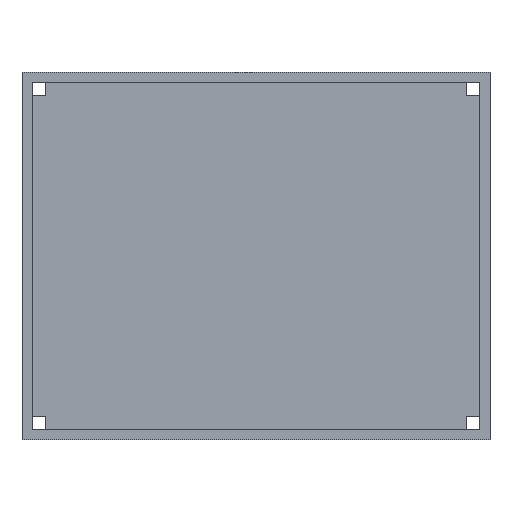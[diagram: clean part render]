
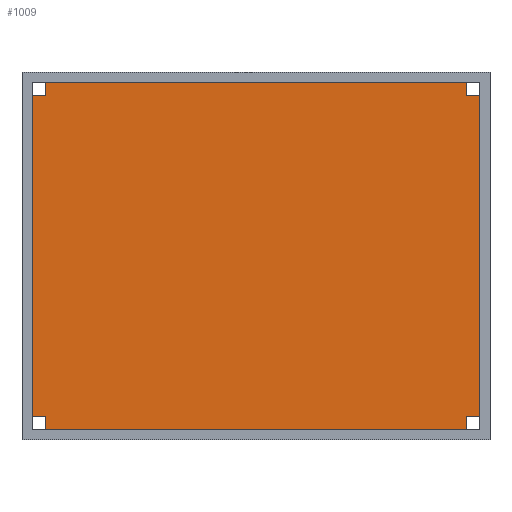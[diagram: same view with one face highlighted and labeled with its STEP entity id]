
A CAD part, top view. The second image highlights one B-rep face of the part: STEP entity #1009.
In plain terms, the highlighted planar face has unit normal (0, 0, 1).
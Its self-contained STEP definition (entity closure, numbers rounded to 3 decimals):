
#672 = VERTEX_POINT('',#673);
#673 = CARTESIAN_POINT('',(31.5,1.5,1.5));
#679 = EDGE_CURVE('',#680,#672,#682,.T.);
#680 = VERTEX_POINT('',#681);
#681 = CARTESIAN_POINT('',(-31.5,1.5,1.5));
#682 = LINE('',#683,#684);
#683 = CARTESIAN_POINT('',(-17.5,1.5,1.5));
#684 = VECTOR('',#685,1.);
#685 = DIRECTION('',(1.,0.,0.));
#735 = VERTEX_POINT('',#736);
#736 = CARTESIAN_POINT('',(-33.5,3.5,1.5));
#742 = EDGE_CURVE('',#743,#735,#745,.T.);
#743 = VERTEX_POINT('',#744);
#744 = CARTESIAN_POINT('',(-33.5,51.5,1.5));
#745 = LINE('',#746,#747);
#746 = CARTESIAN_POINT('',(-33.5,41.25,1.5));
#747 = VECTOR('',#748,1.);
#748 = DIRECTION('',(0.,-1.,0.));
#775 = EDGE_CURVE('',#680,#776,#778,.T.);
#776 = VERTEX_POINT('',#777);
#777 = CARTESIAN_POINT('',(-31.5,3.5,1.5));
#778 = LINE('',#779,#780);
#779 = CARTESIAN_POINT('',(-31.5,1.5,1.5));
#780 = VECTOR('',#781,1.);
#781 = DIRECTION('',(0.,1.,0.));
#799 = EDGE_CURVE('',#776,#735,#800,.T.);
#800 = LINE('',#801,#802);
#801 = CARTESIAN_POINT('',(-31.5,3.5,1.5));
#802 = VECTOR('',#803,1.);
#803 = DIRECTION('',(-1.,0.,0.));
#816 = VERTEX_POINT('',#817);
#817 = CARTESIAN_POINT('',(33.5,3.5,1.5));
#823 = EDGE_CURVE('',#816,#824,#826,.T.);
#824 = VERTEX_POINT('',#825);
#825 = CARTESIAN_POINT('',(31.5,3.5,1.5));
#826 = LINE('',#827,#828);
#827 = CARTESIAN_POINT('',(33.5,3.5,1.5));
#828 = VECTOR('',#829,1.);
#829 = DIRECTION('',(-1.,0.,0.));
#856 = VERTEX_POINT('',#857);
#857 = CARTESIAN_POINT('',(33.5,51.5,1.5));
#863 = EDGE_CURVE('',#816,#856,#864,.T.);
#864 = LINE('',#865,#866);
#865 = CARTESIAN_POINT('',(33.5,13.75,1.5));
#866 = VECTOR('',#867,1.);
#867 = DIRECTION('',(0.,1.,0.));
#880 = EDGE_CURVE('',#824,#672,#881,.T.);
#881 = LINE('',#882,#883);
#882 = CARTESIAN_POINT('',(31.5,3.5,1.5));
#883 = VECTOR('',#884,1.);
#884 = DIRECTION('',(0.,-1.,0.));
#897 = VERTEX_POINT('',#898);
#898 = CARTESIAN_POINT('',(-31.5,53.5,1.5));
#904 = EDGE_CURVE('',#905,#897,#907,.T.);
#905 = VERTEX_POINT('',#906);
#906 = CARTESIAN_POINT('',(31.5,53.5,1.5));
#907 = LINE('',#908,#909);
#908 = CARTESIAN_POINT('',(17.5,53.5,1.5));
#909 = VECTOR('',#910,1.);
#910 = DIRECTION('',(-1.,0.,0.));
#932 = VERTEX_POINT('',#933);
#933 = CARTESIAN_POINT('',(-31.5,51.5,1.5));
#939 = EDGE_CURVE('',#932,#897,#940,.T.);
#940 = LINE('',#941,#942);
#941 = CARTESIAN_POINT('',(-31.5,51.5,1.5));
#942 = VECTOR('',#943,1.);
#943 = DIRECTION('',(0.,1.,0.));
#956 = EDGE_CURVE('',#743,#932,#957,.T.);
#957 = LINE('',#958,#959);
#958 = CARTESIAN_POINT('',(-33.5,51.5,1.5));
#959 = VECTOR('',#960,1.);
#960 = DIRECTION('',(1.,0.,0.));
#973 = VERTEX_POINT('',#974);
#974 = CARTESIAN_POINT('',(31.5,51.5,1.5));
#980 = EDGE_CURVE('',#973,#856,#981,.T.);
#981 = LINE('',#982,#983);
#982 = CARTESIAN_POINT('',(31.5,51.5,1.5));
#983 = VECTOR('',#984,1.);
#984 = DIRECTION('',(1.,0.,0.));
#997 = EDGE_CURVE('',#905,#973,#998,.T.);
#998 = LINE('',#999,#1000);
#999 = CARTESIAN_POINT('',(31.5,53.5,1.5));
#1000 = VECTOR('',#1001,1.);
#1001 = DIRECTION('',(0.,-1.,0.));
#1009 = ADVANCED_FACE('',(#1010),#1024,.T.);
#1010 = FACE_BOUND('',#1011,.T.);
#1011 = EDGE_LOOP('',(#1012,#1013,#1014,#1015,#1016,#1017,#1018,#1019,
    #1020,#1021,#1022,#1023));
#1012 = ORIENTED_EDGE('',*,*,#823,.F.);
#1013 = ORIENTED_EDGE('',*,*,#863,.T.);
#1014 = ORIENTED_EDGE('',*,*,#980,.F.);
#1015 = ORIENTED_EDGE('',*,*,#997,.F.);
#1016 = ORIENTED_EDGE('',*,*,#904,.T.);
#1017 = ORIENTED_EDGE('',*,*,#939,.F.);
#1018 = ORIENTED_EDGE('',*,*,#956,.F.);
#1019 = ORIENTED_EDGE('',*,*,#742,.T.);
#1020 = ORIENTED_EDGE('',*,*,#799,.F.);
#1021 = ORIENTED_EDGE('',*,*,#775,.F.);
#1022 = ORIENTED_EDGE('',*,*,#679,.T.);
#1023 = ORIENTED_EDGE('',*,*,#880,.F.);
#1024 = PLANE('',#1025);
#1025 = AXIS2_PLACEMENT_3D('',#1026,#1027,#1028);
#1026 = CARTESIAN_POINT('',(0.,27.5,1.5));
#1027 = DIRECTION('',(0.,0.,1.));
#1028 = DIRECTION('',(1.,0.,0.));
